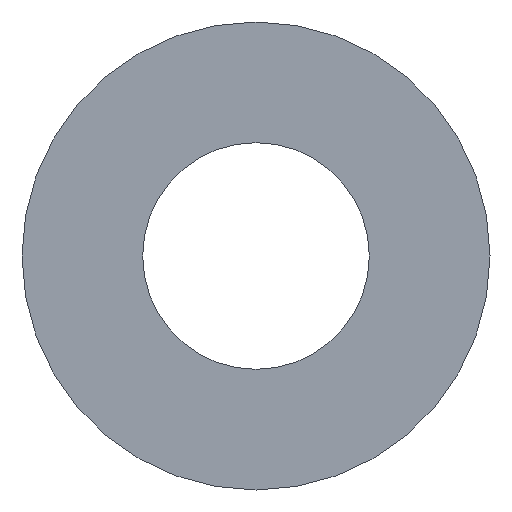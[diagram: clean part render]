
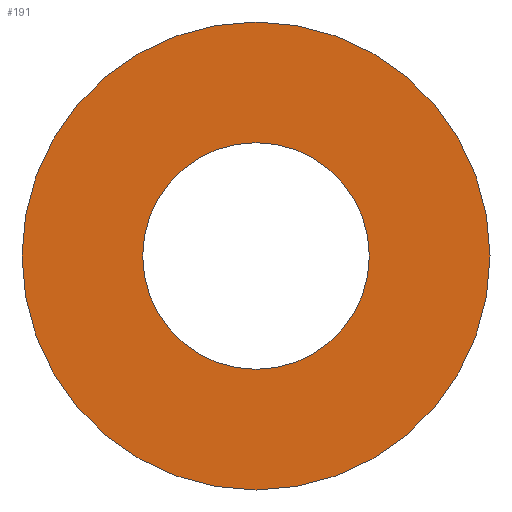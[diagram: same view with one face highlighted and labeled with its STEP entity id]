
A CAD part, front view. The second image highlights one B-rep face of the part: STEP entity #191.
In plain terms, the highlighted planar face has unit normal (0, -1, 0).
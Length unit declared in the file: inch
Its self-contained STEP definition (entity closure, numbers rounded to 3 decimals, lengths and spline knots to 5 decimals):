
#1 = DIRECTION ( 'NONE',  ( 0., 1., 0. ) ) ;
#7 = CARTESIAN_POINT ( 'NONE',  ( 0., -0.031, 0.3045 ) ) ;
#16 = VERTEX_POINT ( 'NONE', #180 ) ;
#24 = DIRECTION ( 'NONE',  ( 0., 0., 1. ) ) ;
#26 = DIRECTION ( 'NONE',  ( 0., 0., 1. ) ) ;
#28 = CIRCLE ( 'NONE', #132, 0.1475 ) ;
#29 = ORIENTED_EDGE ( 'NONE', *, *, #85, .F. ) ;
#30 = DIRECTION ( 'NONE',  ( 0., 1., 0. ) ) ;
#32 = CARTESIAN_POINT ( 'NONE',  ( 0., -0.031, -0.1475 ) ) ;
#41 = AXIS2_PLACEMENT_3D ( 'NONE', #134, #152, #26 ) ;
#51 = CARTESIAN_POINT ( 'NONE',  ( 0., -0.031, 0. ) ) ;
#54 = AXIS2_PLACEMENT_3D ( 'NONE', #68, #237, #69 ) ;
#58 = ORIENTED_EDGE ( 'NONE', *, *, #170, .T. ) ;
#62 = ORIENTED_EDGE ( 'NONE', *, *, #236, .T. ) ;
#67 = VERTEX_POINT ( 'NONE', #82 ) ;
#68 = CARTESIAN_POINT ( 'NONE',  ( 0., -0.031, 0. ) ) ;
#69 = DIRECTION ( 'NONE',  ( 0., 0., 1. ) ) ;
#79 = ORIENTED_EDGE ( 'NONE', *, *, #213, .F. ) ;
#82 = CARTESIAN_POINT ( 'NONE',  ( 0., -0.031, 0.1475 ) ) ;
#85 = EDGE_CURVE ( 'NONE', #203, #16, #202, .T. ) ;
#87 = CARTESIAN_POINT ( 'NONE',  ( 0., -0.031, 0. ) ) ;
#100 = CIRCLE ( 'NONE', #54, 0.1475 ) ;
#109 = FACE_BOUND ( 'NONE', #164, .T. ) ;
#113 = DIRECTION ( 'NONE',  ( 0., 0., 1. ) ) ;
#114 = PLANE ( 'NONE',  #232 ) ;
#130 = AXIS2_PLACEMENT_3D ( 'NONE', #207, #1, #24 ) ;
#132 = AXIS2_PLACEMENT_3D ( 'NONE', #87, #219, #148 ) ;
#134 = CARTESIAN_POINT ( 'NONE',  ( 0., -0.031, 0. ) ) ;
#148 = DIRECTION ( 'NONE',  ( 0., 0., 1. ) ) ;
#152 = DIRECTION ( 'NONE',  ( 0., 1., 0. ) ) ;
#164 = EDGE_LOOP ( 'NONE', ( #58, #62 ) ) ;
#170 = EDGE_CURVE ( 'NONE', #214, #67, #100, .T. ) ;
#180 = CARTESIAN_POINT ( 'NONE',  ( 0., -0.031, -0.3045 ) ) ;
#185 = EDGE_LOOP ( 'NONE', ( #79, #29 ) ) ;
#191 = ADVANCED_FACE ( 'NONE', ( #196, #109 ), #114, .F. ) ;
#196 = FACE_OUTER_BOUND ( 'NONE', #185, .T. ) ;
#202 = CIRCLE ( 'NONE', #41, 0.3045 ) ;
#203 = VERTEX_POINT ( 'NONE', #7 ) ;
#207 = CARTESIAN_POINT ( 'NONE',  ( 0., -0.031, 0. ) ) ;
#213 = EDGE_CURVE ( 'NONE', #16, #203, #252, .T. ) ;
#214 = VERTEX_POINT ( 'NONE', #32 ) ;
#219 = DIRECTION ( 'NONE',  ( 0., 1., 0. ) ) ;
#232 = AXIS2_PLACEMENT_3D ( 'NONE', #51, #30, #113 ) ;
#236 = EDGE_CURVE ( 'NONE', #67, #214, #28, .T. ) ;
#237 = DIRECTION ( 'NONE',  ( 0., 1., 0. ) ) ;
#252 = CIRCLE ( 'NONE', #130, 0.3045 ) ;
